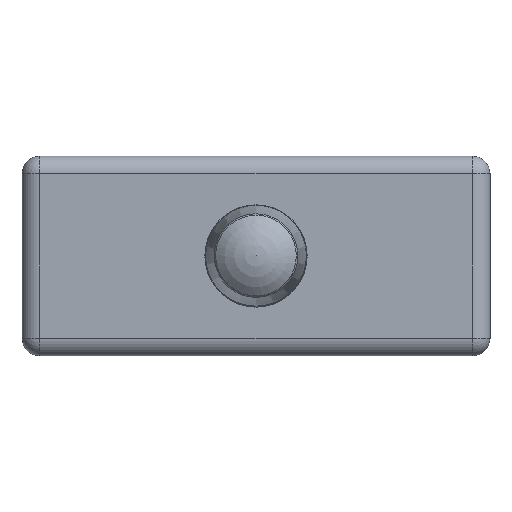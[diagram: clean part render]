
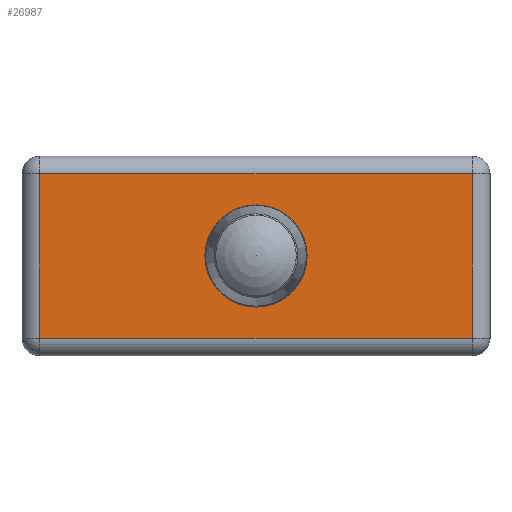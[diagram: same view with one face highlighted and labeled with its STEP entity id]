
A CAD part, top view. The second image highlights one B-rep face of the part: STEP entity #26987.
In plain terms, the highlighted planar face has unit normal (0, 0, 1).
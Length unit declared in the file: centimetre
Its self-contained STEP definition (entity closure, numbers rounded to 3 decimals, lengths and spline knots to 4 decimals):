
#115=CIRCLE('',#28465,0.435);
#270=FACE_BOUND('',#2847,.T.);
#1442=FACE_OUTER_BOUND('',#2846,.T.);
#2846=EDGE_LOOP('',(#23382,#23383,#23384,#23385));
#2847=EDGE_LOOP('',(#23386));
#6369=LINE('',#42205,#10079);
#6374=LINE('',#42223,#10084);
#6383=LINE('',#42255,#10093);
#6385=LINE('',#42263,#10095);
#10079=VECTOR('',#34454,0.1);
#10084=VECTOR('',#34475,0.1);
#10093=VECTOR('',#34512,0.1);
#10095=VECTOR('',#34522,0.1);
#12763=VERTEX_POINT('',#42201);
#12764=VERTEX_POINT('',#42203);
#12769=VERTEX_POINT('',#42221);
#12778=VERTEX_POINT('',#42251);
#12780=VERTEX_POINT('',#42259);
#16389=EDGE_CURVE('',#12763,#12764,#6369,.T.);
#16398=EDGE_CURVE('',#12764,#12769,#6374,.T.);
#16414=EDGE_CURVE('',#12769,#12778,#6383,.T.);
#16417=EDGE_CURVE('',#12780,#12780,#115,.T.);
#16418=EDGE_CURVE('',#12778,#12763,#6385,.T.);
#23382=ORIENTED_EDGE('',*,*,#16389,.T.);
#23383=ORIENTED_EDGE('',*,*,#16398,.T.);
#23384=ORIENTED_EDGE('',*,*,#16414,.T.);
#23385=ORIENTED_EDGE('',*,*,#16418,.T.);
#23386=ORIENTED_EDGE('',*,*,#16417,.T.);
#25648=PLANE('',#28466);
#26987=ADVANCED_FACE('',(#1442,#270),#25648,.T.);
#28465=AXIS2_PLACEMENT_3D('',#42261,#34518,#34519);
#28466=AXIS2_PLACEMENT_3D('',#42262,#34520,#34521);
#34454=DIRECTION('',(0.,1.,0.));
#34475=DIRECTION('',(-1.,0.,0.));
#34512=DIRECTION('',(0.,-1.,0.));
#34518=DIRECTION('center_axis',(0.,0.,
-1.));
#34519=DIRECTION('ref_axis',(1.,0.,0.));
#34520=DIRECTION('center_axis',(0.,0.,
1.));
#34521=DIRECTION('ref_axis',(1.,0.,0.));
#34522=DIRECTION('',(1.,0.,0.));
#42201=CARTESIAN_POINT('',(1.84,-0.7,0.7276));
#42203=CARTESIAN_POINT('',(1.84,0.7,0.7276));
#42205=CARTESIAN_POINT('',(1.84,-0.7,0.7276));
#42221=CARTESIAN_POINT('',(-1.84,0.7,0.7276));
#42223=CARTESIAN_POINT('',(1.84,0.7,0.7276));
#42251=CARTESIAN_POINT('',(-1.84,-0.7,0.7276));
#42255=CARTESIAN_POINT('',(-1.84,0.7,0.7276));
#42259=CARTESIAN_POINT('',(-0.435,0.,0.7276));
#42261=CARTESIAN_POINT('Origin',(0.,0.,
0.7276));
#42262=CARTESIAN_POINT('Origin',(0.,0.,
0.7276));
#42263=CARTESIAN_POINT('',(-1.84,-0.7,0.7276));
